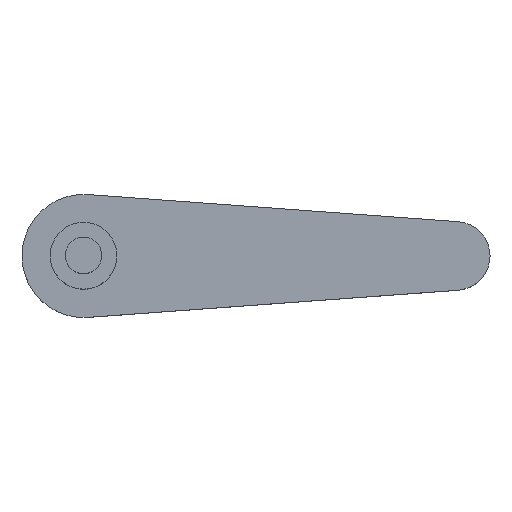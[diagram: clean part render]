
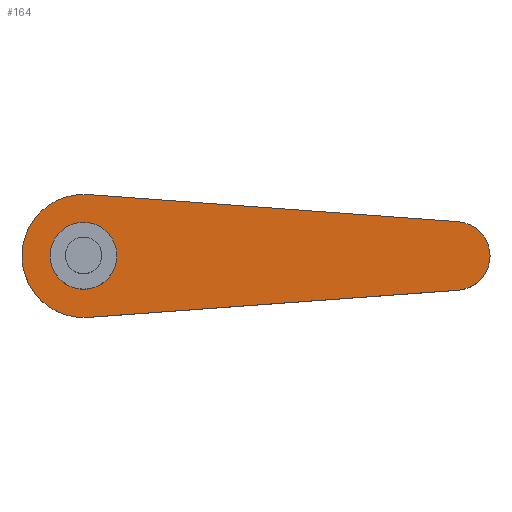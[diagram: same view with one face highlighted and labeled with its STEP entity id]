
A CAD part, top view. The second image highlights one B-rep face of the part: STEP entity #164.
In plain terms, the highlighted planar face has unit normal (0, 0, 1).
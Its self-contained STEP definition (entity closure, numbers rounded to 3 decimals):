
#64=CARTESIAN_POINT('',(4.126,0.,21.));
#65=VERTEX_POINT('',#64);
#91=CARTESIAN_POINT('',(15.126,-0.,21.));
#92=VERTEX_POINT('',#91);
#93=CARTESIAN_POINT('',(9.626,0.,21.));
#94=DIRECTION('',(0.,0.,1.));
#95=DIRECTION('',(1.,0.,-0.));
#96=AXIS2_PLACEMENT_3D('',#93,#94,#95);
#97=CIRCLE('',#96,5.5);
#98=EDGE_CURVE('',#65,#92,#97,.T.);
#100=CARTESIAN_POINT('',(9.626,0.,21.));
#101=DIRECTION('',(0.,0.,1.));
#102=DIRECTION('',(1.,0.,-0.));
#103=AXIS2_PLACEMENT_3D('',#100,#101,#102);
#104=CIRCLE('',#103,5.5);
#105=EDGE_CURVE('',#92,#65,#104,.T.);
#110=CARTESIAN_POINT('',(70.851,0.,21.));
#111=DIRECTION('',(0.,0.,1.));
#112=DIRECTION('',(1.,0.,0.));
#113=AXIS2_PLACEMENT_3D('',#110,#111,#112);
#114=PLANE('',#113);
#115=CARTESIAN_POINT('',(71.264,-5.634,21.));
#116=VERTEX_POINT('',#115);
#117=CARTESIAN_POINT('',(71.264,5.634,21.));
#118=VERTEX_POINT('',#117);
#119=CARTESIAN_POINT('',(70.851,0.,21.));
#120=DIRECTION('',(0.,0.,1.));
#121=DIRECTION('',(1.,0.,-0.));
#122=AXIS2_PLACEMENT_3D('',#119,#120,#121);
#123=CIRCLE('',#122,5.649);
#124=EDGE_CURVE('',#116,#118,#123,.T.);
#125=ORIENTED_EDGE('',*,*,#124,.T.);
#126=CARTESIAN_POINT('',(10.366,10.099,21.));
#127=VERTEX_POINT('',#126);
#128=CARTESIAN_POINT('',(71.264,5.634,21.));
#129=DIRECTION('',(-0.997,0.073,0.));
#130=VECTOR('',#129,61.061);
#131=LINE('',#128,#130);
#132=EDGE_CURVE('',#118,#127,#131,.T.);
#133=ORIENTED_EDGE('',*,*,#132,.T.);
#134=CARTESIAN_POINT('',(-0.5,0.,21.));
#135=VERTEX_POINT('',#134);
#136=CARTESIAN_POINT('',(9.626,0.,21.));
#137=DIRECTION('',(0.,0.,1.));
#138=DIRECTION('',(1.,0.,-0.));
#139=AXIS2_PLACEMENT_3D('',#136,#137,#138);
#140=CIRCLE('',#139,10.126);
#141=EDGE_CURVE('',#127,#135,#140,.T.);
#142=ORIENTED_EDGE('',*,*,#141,.T.);
#143=CARTESIAN_POINT('',(10.366,-10.099,21.));
#144=VERTEX_POINT('',#143);
#145=CARTESIAN_POINT('',(9.626,0.,21.));
#146=DIRECTION('',(0.,0.,1.));
#147=DIRECTION('',(1.,0.,-0.));
#148=AXIS2_PLACEMENT_3D('',#145,#146,#147);
#149=CIRCLE('',#148,10.126);
#150=EDGE_CURVE('',#135,#144,#149,.T.);
#151=ORIENTED_EDGE('',*,*,#150,.T.);
#152=CARTESIAN_POINT('',(10.366,-10.099,21.));
#153=DIRECTION('',(0.997,0.073,0.));
#154=VECTOR('',#153,61.061);
#155=LINE('',#152,#154);
#156=EDGE_CURVE('',#144,#116,#155,.T.);
#157=ORIENTED_EDGE('',*,*,#156,.T.);
#158=EDGE_LOOP('',(#125,#133,#142,#151,#157));
#159=FACE_BOUND('',#158,.T.);
#160=ORIENTED_EDGE('',*,*,#98,.F.);
#161=ORIENTED_EDGE('',*,*,#105,.F.);
#162=EDGE_LOOP('',(#160,#161));
#163=FACE_BOUND('',#162,.T.);
#164=ADVANCED_FACE('',(#159,#163),#114,.T.);
